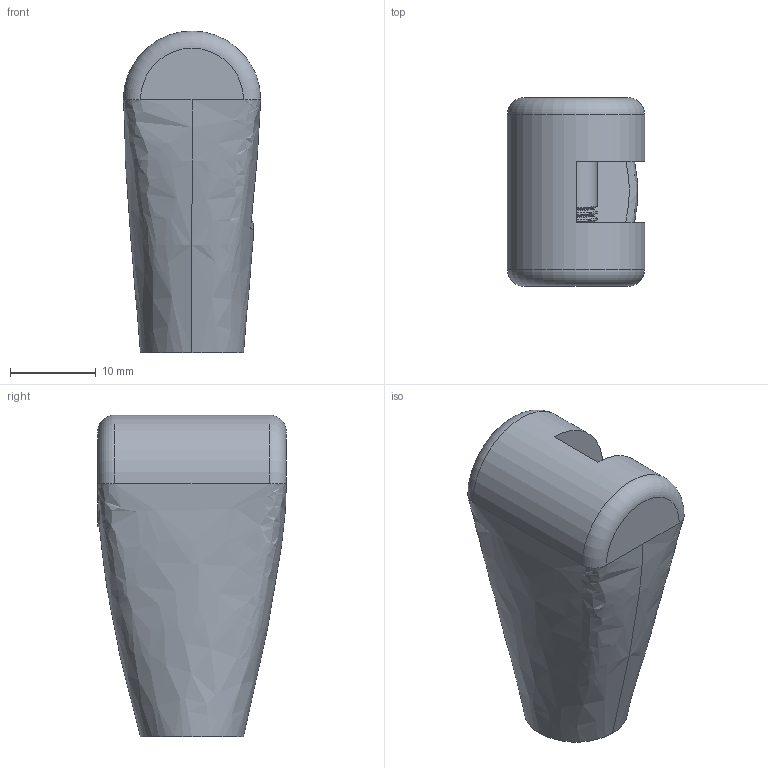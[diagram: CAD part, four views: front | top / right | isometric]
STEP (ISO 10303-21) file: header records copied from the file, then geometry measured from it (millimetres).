
FILE_DESCRIPTION (( 'STEP AP214' ), '1' );
FILE_NAME ('Up Assem.STEP', '2019-05-03T15:02:50', ( '' ), ( '' ), 'SwSTEP 2.0', 'SolidWorks 2016', '' );
FILE_SCHEMA (( 'AUTOMOTIVE_DESIGN' ));
Length unit declared in the file: millimetre
Products named in the file (6): screw cover; screw pin washer; screw pin; upper part2; Up Assem; top metal
Assembly tree (5 placements, depth 2):
  Up Assem
    screw pin
    top metal
    upper part2
    screw pin washer
    screw cover
Bounding box: 16 x 22 x 37.5 mm (x, y, z)
Volume: 8773.9 mm3; surface area: 5834.8 mm2
Topology: 5 solids, 5 shells, 142 faces, 369 edges, 242 vertices
Faces by surface type: plane 61, cylinder 60, bspline 11, torus 6, cone 4
Entity records: 8059 total; most frequent: CARTESIAN_POINT 4594, ORIENTED_EDGE 734, DIRECTION 607, EDGE_CURVE 367, VERTEX_POINT 242, AXIS2_PLACEMENT_3D 218, VECTOR 171, LINE 171
